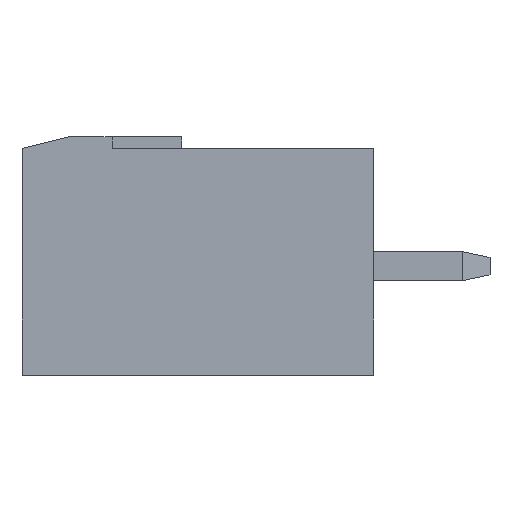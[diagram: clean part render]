
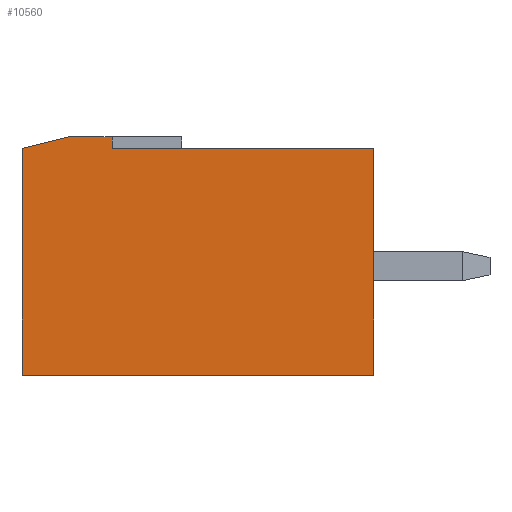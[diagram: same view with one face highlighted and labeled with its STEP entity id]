
A CAD part, left-side view. The second image highlights one B-rep face of the part: STEP entity #10560.
In plain terms, the highlighted planar face has unit normal (-1, 0, 0).
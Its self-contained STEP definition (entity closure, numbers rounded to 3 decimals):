
#154 = CARTESIAN_POINT ( 'NONE',  ( -4.3, 9., 8.2 ) ) ;
#878 = CARTESIAN_POINT ( 'NONE',  ( -4.3, 10.5, 8.2 ) ) ;
#1370 = CARTESIAN_POINT ( 'NONE',  ( -4.3, 9., 7.8 ) ) ;
#2558 = VECTOR ( 'NONE', #14020, 1000. ) ;
#2650 = VERTEX_POINT ( 'NONE', #154 ) ;
#3194 = EDGE_CURVE ( 'NONE', #11033, #6945, #10526, .T. ) ;
#3434 = VECTOR ( 'NONE', #11679, 1000. ) ;
#3888 = VERTEX_POINT ( 'NONE', #27629 ) ;
#4604 = ORIENTED_EDGE ( 'NONE', *, *, #6387, .F. ) ;
#5773 = CARTESIAN_POINT ( 'NONE',  ( -4.3, -8.907, 0. ) ) ;
#5881 = CARTESIAN_POINT ( 'NONE',  ( -4.3, 10.5, 8.2 ) ) ;
#6111 = ORIENTED_EDGE ( 'NONE', *, *, #28307, .T. ) ;
#6387 = EDGE_CURVE ( 'NONE', #10336, #6945, #20848, .T. ) ;
#6945 = VERTEX_POINT ( 'NONE', #18943 ) ;
#7671 = EDGE_CURVE ( 'NONE', #2650, #11033, #8000, .T. ) ;
#8000 = LINE ( 'NONE', #20111, #14463 ) ;
#8633 = EDGE_CURVE ( 'NONE', #21544, #26700, #15767, .T. ) ;
#9525 = CARTESIAN_POINT ( 'NONE',  ( -4.3, 12.1, 0. ) ) ;
#10198 = DIRECTION ( 'NONE',  ( 0., 0.97, -0.243 ) ) ;
#10336 = VERTEX_POINT ( 'NONE', #17440 ) ;
#10526 = LINE ( 'NONE', #878, #14210 ) ;
#10560 = ADVANCED_FACE ( 'NONE', ( #13547 ), #20579, .T. ) ;
#11033 = VERTEX_POINT ( 'NONE', #5881 ) ;
#11679 = DIRECTION ( 'NONE',  ( 0., 0., 1. ) ) ;
#13547 = FACE_OUTER_BOUND ( 'NONE', #30987, .T. ) ;
#14020 = DIRECTION ( 'NONE',  ( 0., 1., 0. ) ) ;
#14164 = CARTESIAN_POINT ( 'NONE',  ( -4.3, -8.907, 0. ) ) ;
#14171 = DIRECTION ( 'NONE',  ( 0., 0., 1. ) ) ;
#14210 = VECTOR ( 'NONE', #10198, 1000. ) ;
#14463 = VECTOR ( 'NONE', #15425, 1000. ) ;
#14488 = LINE ( 'NONE', #14164, #2558 ) ;
#15425 = DIRECTION ( 'NONE',  ( 0., 1., 0. ) ) ;
#15508 = VECTOR ( 'NONE', #16095, 1000. ) ;
#15644 = EDGE_CURVE ( 'NONE', #3888, #21544, #24451, .T. ) ;
#15767 = LINE ( 'NONE', #27617, #15508 ) ;
#15913 = DIRECTION ( 'NONE',  ( -1., 0., 0. ) ) ;
#16095 = DIRECTION ( 'NONE',  ( 0., 1., 0. ) ) ;
#17440 = CARTESIAN_POINT ( 'NONE',  ( -4.3, 12.1, 0. ) ) ;
#18943 = CARTESIAN_POINT ( 'NONE',  ( -4.3, 12.1, 7.8 ) ) ;
#19481 = ORIENTED_EDGE ( 'NONE', *, *, #3194, .T. ) ;
#20111 = CARTESIAN_POINT ( 'NONE',  ( -4.3, 9., 8.2 ) ) ;
#20364 = EDGE_CURVE ( 'NONE', #3888, #10336, #14488, .T. ) ;
#20579 = PLANE ( 'NONE',  #24814 ) ;
#20848 = LINE ( 'NONE', #9525, #21528 ) ;
#21528 = VECTOR ( 'NONE', #24144, 1000. ) ;
#21544 = VERTEX_POINT ( 'NONE', #21806 ) ;
#21733 = CARTESIAN_POINT ( 'NONE',  ( -4.3, 0., 0. ) ) ;
#21806 = CARTESIAN_POINT ( 'NONE',  ( -4.3, 0., 7.8 ) ) ;
#22164 = CARTESIAN_POINT ( 'NONE',  ( -4.3, 9., 7.8 ) ) ;
#22786 = ORIENTED_EDGE ( 'NONE', *, *, #20364, .F. ) ;
#24144 = DIRECTION ( 'NONE',  ( 0., 0., 1. ) ) ;
#24451 = LINE ( 'NONE', #21733, #3434 ) ;
#24814 = AXIS2_PLACEMENT_3D ( 'NONE', #5773, #15913, #25529 ) ;
#25529 = DIRECTION ( 'NONE',  ( 0., 0., 1. ) ) ;
#26700 = VERTEX_POINT ( 'NONE', #1370 ) ;
#27207 = ORIENTED_EDGE ( 'NONE', *, *, #15644, .T. ) ;
#27532 = VECTOR ( 'NONE', #14171, 1000. ) ;
#27617 = CARTESIAN_POINT ( 'NONE',  ( -4.3, -8.907, 7.8 ) ) ;
#27629 = CARTESIAN_POINT ( 'NONE',  ( -4.3, 0., 0. ) ) ;
#28307 = EDGE_CURVE ( 'NONE', #26700, #2650, #29407, .T. ) ;
#29407 = LINE ( 'NONE', #22164, #27532 ) ;
#29437 = ORIENTED_EDGE ( 'NONE', *, *, #7671, .T. ) ;
#30987 = EDGE_LOOP ( 'NONE', ( #22786, #27207, #31329, #6111, #29437, #19481, #4604 ) ) ;
#31329 = ORIENTED_EDGE ( 'NONE', *, *, #8633, .T. ) ;
